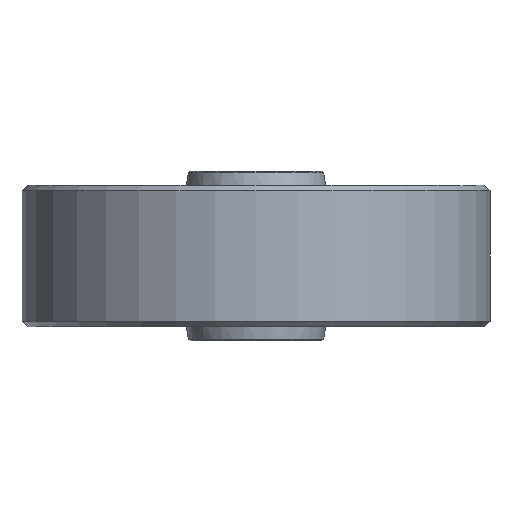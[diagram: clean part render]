
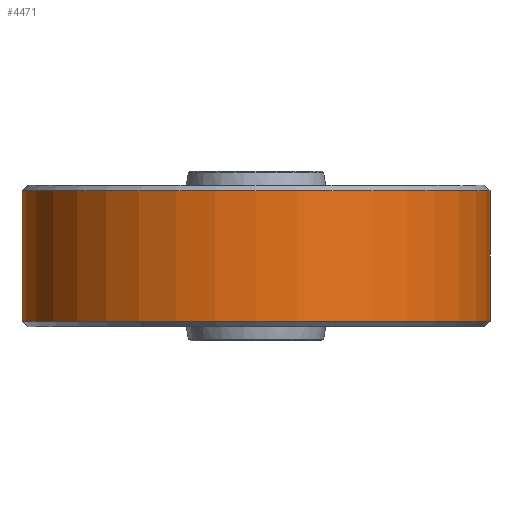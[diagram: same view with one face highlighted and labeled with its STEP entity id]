
A CAD part, front view. The second image highlights one B-rep face of the part: STEP entity #4471.
In plain terms, the highlighted cylindrical face has radius 80 mm (diameter 160 mm), a partial arc.
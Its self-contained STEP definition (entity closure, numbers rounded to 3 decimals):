
#42 = VECTOR ( 'NONE', #3755, 1000. ) ;
#96 = ORIENTED_EDGE ( 'NONE', *, *, #680, .T. ) ;
#135 = ORIENTED_EDGE ( 'NONE', *, *, #3937, .T. ) ;
#183 = LINE ( 'NONE', #3763, #42 ) ;
#208 = AXIS2_PLACEMENT_3D ( 'NONE', #1459, #1447, #1407 ) ;
#359 = AXIS2_PLACEMENT_3D ( 'NONE', #4262, #4271, #4283 ) ;
#384 = VERTEX_POINT ( 'NONE', #1846 ) ;
#399 = ORIENTED_EDGE ( 'NONE', *, *, #1093, .F. ) ;
#623 = CYLINDRICAL_SURFACE ( 'NONE', #208, 80. ) ;
#668 = CARTESIAN_POINT ( 'NONE',  ( 80., 0., -22.25 ) ) ;
#680 = EDGE_CURVE ( 'NONE', #4030, #384, #2140, .T. ) ;
#896 = VERTEX_POINT ( 'NONE', #4681 ) ;
#1093 = EDGE_CURVE ( 'NONE', #896, #384, #4434, .T. ) ;
#1148 = ORIENTED_EDGE ( 'NONE', *, *, #1254, .T. ) ;
#1254 = EDGE_CURVE ( 'NONE', #896, #2277, #1411, .T. ) ;
#1407 = DIRECTION ( 'NONE',  ( 1., 0., 0. ) ) ;
#1411 = CIRCLE ( 'NONE', #359, 80. ) ;
#1447 = DIRECTION ( 'NONE',  ( 0., 0., 1. ) ) ;
#1459 = CARTESIAN_POINT ( 'NONE',  ( 0., 0., 29. ) ) ;
#1465 = AXIS2_PLACEMENT_3D ( 'NONE', #4162, #1496, #2513 ) ;
#1496 = DIRECTION ( 'NONE',  ( 0., 0., -1. ) ) ;
#1846 = CARTESIAN_POINT ( 'NONE',  ( -80., 0., 22.25 ) ) ;
#2140 = CIRCLE ( 'NONE', #1465, 80. ) ;
#2277 = VERTEX_POINT ( 'NONE', #668 ) ;
#2513 = DIRECTION ( 'NONE',  ( -1., 0., 0. ) ) ;
#3265 = CARTESIAN_POINT ( 'NONE',  ( 80., 0., 22.25 ) ) ;
#3749 = CARTESIAN_POINT ( 'NONE',  ( -80., 0., 29. ) ) ;
#3755 = DIRECTION ( 'NONE',  ( 0., 0., 1. ) ) ;
#3760 = DIRECTION ( 'NONE',  ( 0., 0., 1. ) ) ;
#3763 = CARTESIAN_POINT ( 'NONE',  ( 80., 0., 29. ) ) ;
#3906 = VECTOR ( 'NONE', #3760, 1000. ) ;
#3937 = EDGE_CURVE ( 'NONE', #2277, #4030, #183, .T. ) ;
#3987 = FACE_OUTER_BOUND ( 'NONE', #4297, .T. ) ;
#4030 = VERTEX_POINT ( 'NONE', #3265 ) ;
#4162 = CARTESIAN_POINT ( 'NONE',  ( 0., 0., 22.25 ) ) ;
#4262 = CARTESIAN_POINT ( 'NONE',  ( 0., 0., -22.25 ) ) ;
#4271 = DIRECTION ( 'NONE',  ( 0., 0., 1. ) ) ;
#4283 = DIRECTION ( 'NONE',  ( 1., 0., 0. ) ) ;
#4297 = EDGE_LOOP ( 'NONE', ( #399, #1148, #135, #96 ) ) ;
#4434 = LINE ( 'NONE', #3749, #3906 ) ;
#4471 = ADVANCED_FACE ( 'NONE', ( #3987 ), #623, .T. ) ;
#4681 = CARTESIAN_POINT ( 'NONE',  ( -80., 0., -22.25 ) ) ;
